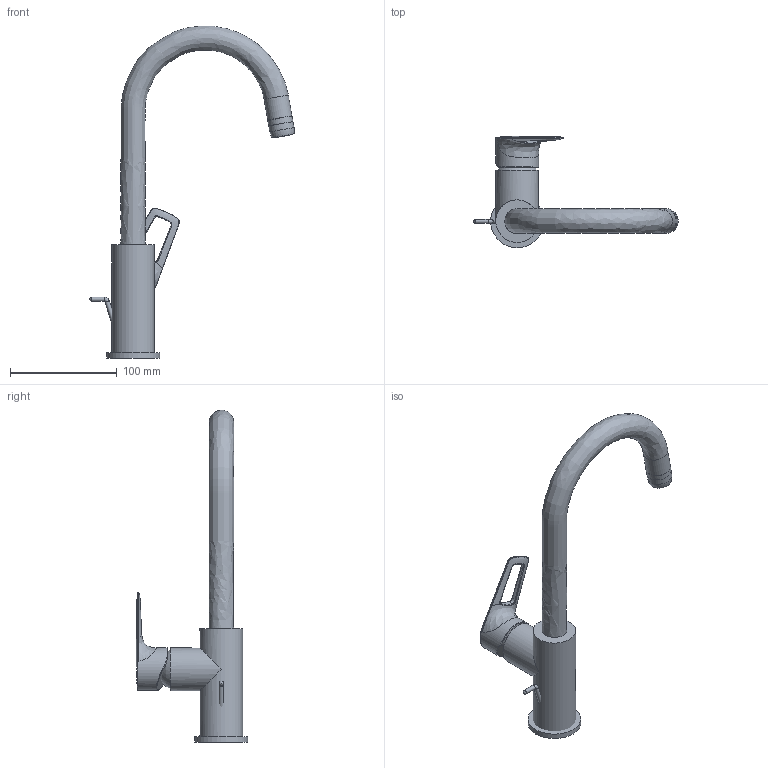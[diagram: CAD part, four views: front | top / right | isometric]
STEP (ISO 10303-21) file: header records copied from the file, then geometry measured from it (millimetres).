
FILE_DESCRIPTION(/* description */ ('Unknown'),/* implementation_level */ '2;1');
FILE_NAME(/* name */ '23763001',/* time_stamp */ '2022-09-09T19:13:19+02:00',/* author */ ('Unknown'),/* organization */ ('GROHE AG'),/* preprocessor_version */ 'ST-DEVELOPER v16.7',/* originating_system */ 'DEX',/* authorisation */ $);
FILE_SCHEMA (('AUTOMOTIVE_DESIGN {1 0 10303 214 3 1 1}'));
Length unit declared in the file: millimetre
Products named in the file (9): 23763001; 23763001_0; A5.4132.0 Kundenmodell; 23763001_1; 23763001_2; 23763001_3; 23763001_4; 23763001_5
Assembly tree (8 placements, depth 2):
  23763001
    23763001
    23763001_0
    A5.4132.0 Kundenmodell
    23763001_1
    23763001_2
    23763001_3
    23763001_4
    23763001_5
Bounding box: 191.42 x 104.47 x 310.73 mm (x, y, z)
Volume: 380891.4 mm3; surface area: 69565.6 mm2
Topology: 8 solids, 8 shells, 2484 faces, 7695 edges, 5109 vertices
Faces by surface type: plane 2199, cylinder 207, bspline 36, cone 30, torus 10, sphere 2
Full cylindrical faces by diameter (mm): 2 x1, 4 x3, 4.6 x1, 5.6 x1, 8 x1, 9.9 x1, 11 x1, 11.5 x1, 13.025 x1, 13.9 x1, 13.95 x1, 17 x1, 18 x1, 18.096 x1, 20 x1, 20.1 x2, 20.9 x2, 20.917 x1, 21.1 x1, 22.2 x1, 23 x3, 29.5 x1, 34.8 x1, 36.9 x2, 40 x3, 49.5 x1
Entity records: 112727 total; most frequent: CARTESIAN_POINT 31594, ORIENTED_EDGE 15204, DIRECTION 10458, EDGE_CURVE 7602, VERTEX_POINT 5078, LINE 3684, VECTOR 3684, AXIS2_PLACEMENT_3D 3387
